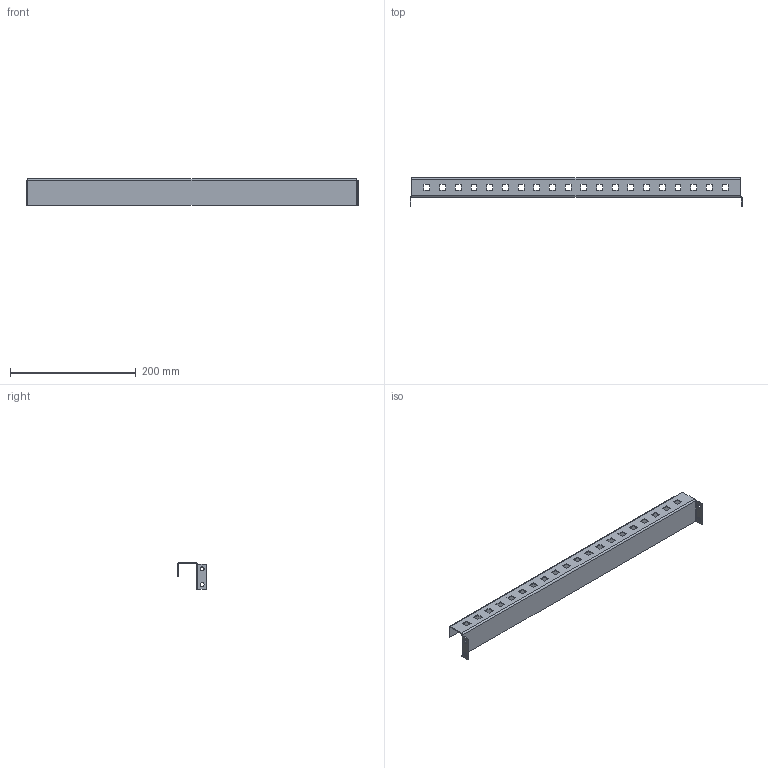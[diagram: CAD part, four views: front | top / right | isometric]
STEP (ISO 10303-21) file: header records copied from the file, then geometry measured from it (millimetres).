
FILE_DESCRIPTION (( 'STEP AP203' ), '1' );
FILE_NAME ('Ðåéêà äëÿ ôèêñàöèè êàáåëÿ FORD äëÿ êîðïóñà øèðèíîé 600 (2øò.) EKF PROxima.STEP', '2020-10-26T06:55:24', ( '' ), ( '' ), 'SwSTEP 2.0', 'SolidWorks 2019', '' );
FILE_SCHEMA (( 'CONFIG_CONTROL_DESIGN' ));
Length unit declared in the file: millimetre
Products named in the file (1): Ðåéêà äëÿ ôèêñàöèè êàáåëÿ FORD äëÿ êîðïóñà øèðèíîé 600 (2øò.) EKF PROxima
Bounding box: 529 x 45.5 x 42.5 mm (x, y, z)
Volume: 70567.5 mm3; surface area: 97295 mm2
Topology: 1 solids, 1 shells, 126 faces, 340 edges, 216 vertices
Faces by surface type: plane 110, cylinder 16
Entity records: 4033 total; most frequent: CARTESIAN_POINT 683, ORIENTED_EDGE 680, DIRECTION 626, EDGE_CURVE 340, VECTOR 308, LINE 308, VERTEX_POINT 216, EDGE_LOOP 174
